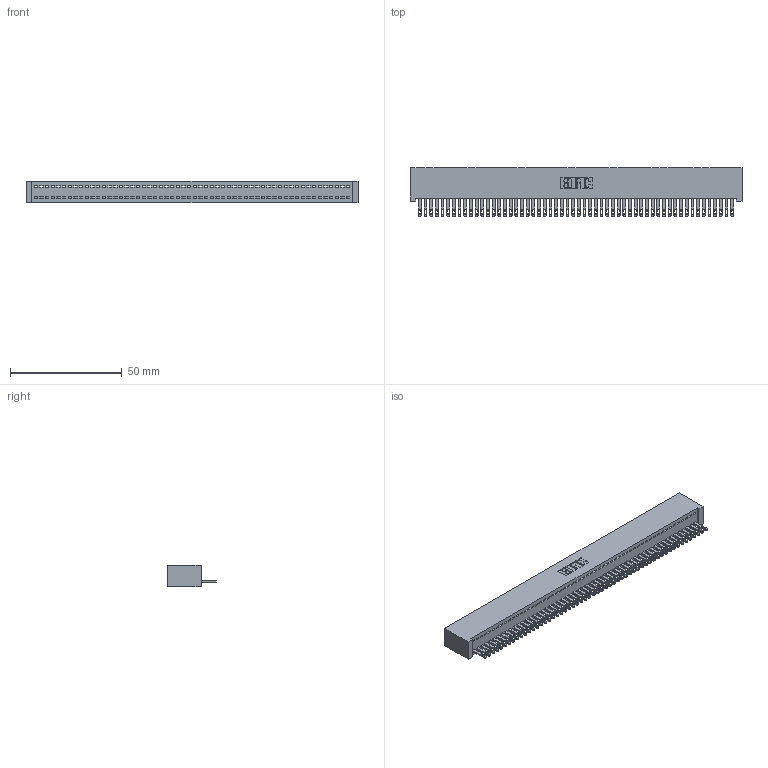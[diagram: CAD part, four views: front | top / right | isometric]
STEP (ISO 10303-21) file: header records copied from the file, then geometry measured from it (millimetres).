
FILE_DESCRIPTION (( 'STEP AP203' ), '1' );
FILE_NAME ('892-056-500-101.STEP', '2020-09-21T18:36:06', ( '' ), ( '' ), 'SwSTEP 2.0', 'SolidWorks 2020', '' );
FILE_SCHEMA (( 'CONFIG_CONTROL_DESIGN' ));
Length unit declared in the file: inch
Products named in the file (3): 345-292-001_345-293-100; 892-056-500-101; 842 Part_Lugless
Assembly tree (57 placements, depth 2):
  892-056-500-101
    842 Part_Lugless
    345-292-001_345-293-100  x56
Bounding box: 148.49 x 21.85 x 9.4 mm (x, y, z)
Volume: 13514.7 mm3; surface area: 20540.6 mm2
Topology: 57 solids, 57 shells, 3126 faces, 9683 edges, 6454 vertices
Faces by surface type: plane 2078, cylinder 1048
Entity records: 31945 total; most frequent: CARTESIAN_POINT 5514, ORIENTED_EDGE 5506, DIRECTION 4617, EDGE_CURVE 2753, LINE 2629, VECTOR 2629, VERTEX_POINT 1834, AXIS2_PLACEMENT_3D 994
